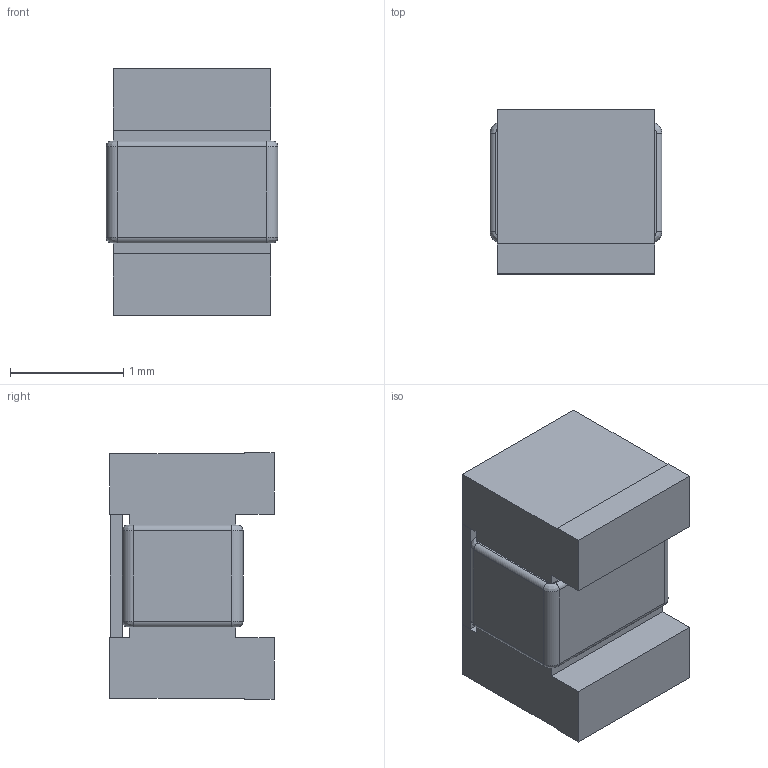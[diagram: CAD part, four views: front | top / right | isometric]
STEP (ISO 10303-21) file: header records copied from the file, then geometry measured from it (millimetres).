
FILE_DESCRIPTION (( 'STEP AP214' ), '1' );
FILE_NAME ('L SMD 0805.STEP', '2012-07-13T11:00:55', ( 'Master' ), ( '' ), 'SwSTEP 2.0', 'SolidWorks 2010', '' );
FILE_SCHEMA (( 'AUTOMOTIVE_DESIGN' ));
Length unit declared in the file: millimetre
Products named in the file (1): L SMD 0805
Bounding box: 1.52 x 1.45 x 2.18 mm (x, y, z)
Volume: 4 mm3; surface area: 20.9 mm2
Topology: 2 solids, 2 shells, 63 faces, 158 edges, 100 vertices
Faces by surface type: plane 41, cylinder 14, bspline 8
Entity records: 2324 total; most frequent: CARTESIAN_POINT 490, ORIENTED_EDGE 316, DIRECTION 282, EDGE_CURVE 158, LINE 114, VECTOR 114, VERTEX_POINT 100, AXIS2_PLACEMENT_3D 84
